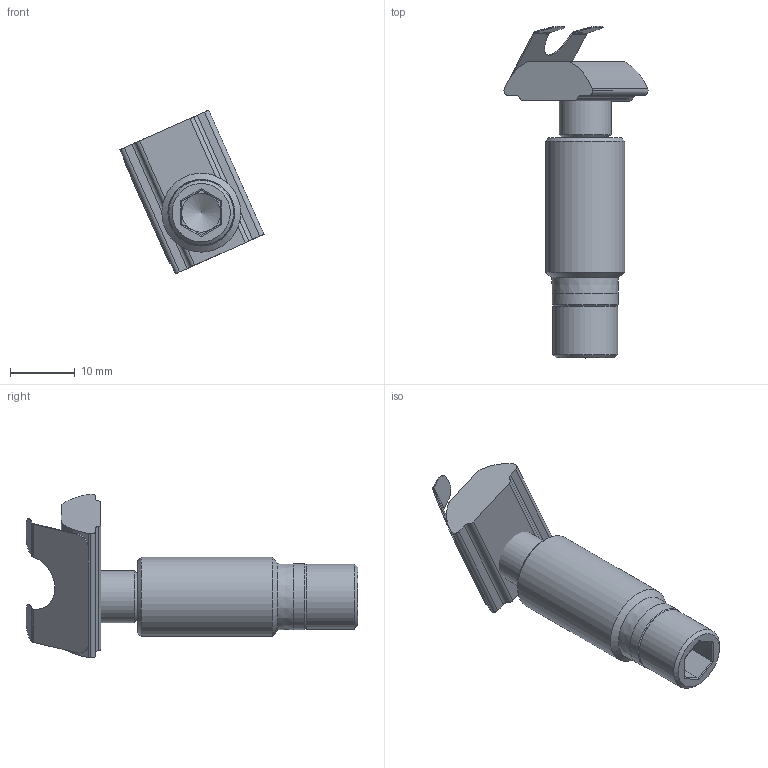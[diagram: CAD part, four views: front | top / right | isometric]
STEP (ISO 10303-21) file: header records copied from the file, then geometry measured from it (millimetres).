
FILE_DESCRIPTION(/* description */ ('T-Matic-Verbinder Nut10 ausser 45x45L und 45x90L'),/* implementation_level */ '2;1');
FILE_NAME(/* name */ 'Syskomp 412652001 T-Matic-Verbinder N10.stp',/* time_stamp */ '2015-08-06T12:31:02+02:00',/* author */ ('mstrom'),/* organization */ (''),/* preprocessor_version */ 'ST-DEVELOPER v15.2',/* originating_system */ 'Autodesk Inventor 2014',/* authorisation */ '');
FILE_SCHEMA (('AUTOMOTIVE_DESIGN { 1 0 10303 214 3 1 1 }'));
Length unit declared in the file: millimetre
Products named in the file (1): 412652001 T-Matic-Verbinder N10
Bounding box: 22.25 x 51.26 x 25.29 mm (x, y, z)
Volume: 4846 mm3; surface area: 4467 mm2
Topology: 4 solids, 4 shells, 100 faces, 253 edges, 161 vertices
Faces by surface type: plane 45, cylinder 42, cone 10, bspline 3
Full cylindrical faces by diameter (mm): 6.647 x1, 7 x1, 8 x1, 8.3 x1, 10 x1, 10.2 x1, 12.2 x1
Entity records: 3235 total; most frequent: CARTESIAN_POINT 840, DIRECTION 516, ORIENTED_EDGE 458, EDGE_CURVE 229, AXIS2_PLACEMENT_3D 200, VERTEX_POINT 154, EDGE_LOOP 121, LINE 116
